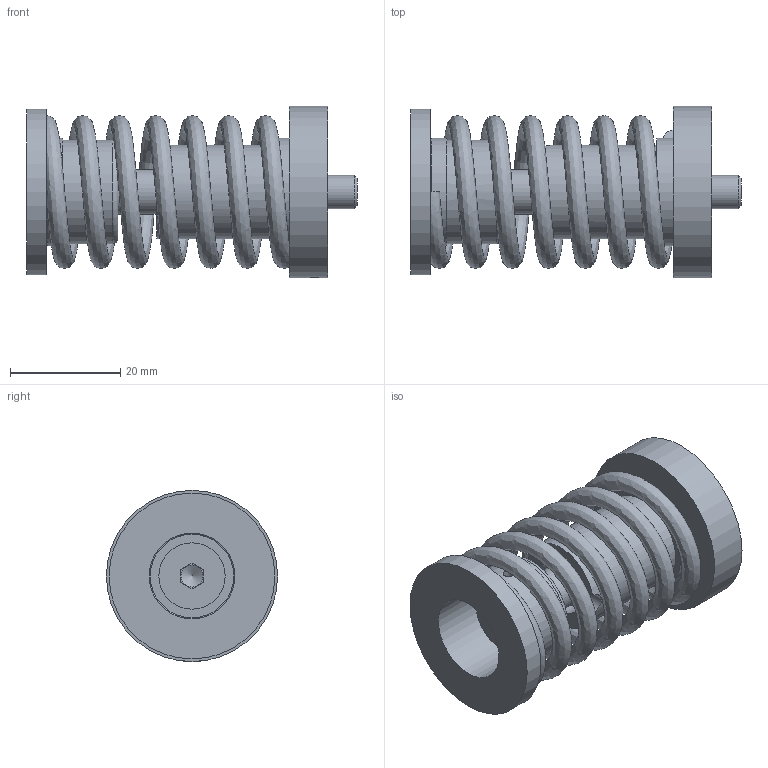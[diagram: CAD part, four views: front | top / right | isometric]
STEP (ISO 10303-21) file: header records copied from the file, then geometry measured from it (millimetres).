
FILE_DESCRIPTION(/* description */ ('Unknown'),/* implementation_level */ '2;1');
FILE_NAME(/* name */ 'AP-2220S000H_STEP',/* time_stamp */ '2022-01-07T10:44:11+01:00',/* author */ ('Unknown'),/* organization */ ('Unknown'),/* preprocessor_version */ 'ST-DEVELOPER v16.7',/* originating_system */ 'DEX',/* authorisation */ $);
FILE_SCHEMA (('AUTOMOTIVE_DESIGN {1 0 10303 214 3 1 1}'));
Length unit declared in the file: millimetre
Products named in the file (6): 1435630_FEDERPAKET 22 FUER HF_000211842; 1444665_SCHRAUBE_000195457; 1444664_FEDERDECKEL Ø30_Ø19,5_000195458; 1444663_FEDERDECKEL Ø31_Ø19,5_000195459; 1444666_Spring_000211841_oa_0; 1447732_PAßSCHEIBE  DIN 988   8 X 14 X 0,3_000195461
Assembly tree (5 placements, depth 2):
  1435630_FEDERPAKET 22 FUER HF_000211842
    1444665_SCHRAUBE_000195457
    1444664_FEDERDECKEL Ø30_Ø19,5_000195458
    1444663_FEDERDECKEL Ø31_Ø19,5_000195459
    1444666_Spring_000211841_oa_0
    1447732_PAßSCHEIBE  DIN 988   8 X 14 X 0,3_000195461
Bounding box: 59.8 x 31 x 31 mm (x, y, z)
Volume: 17641.8 mm3; surface area: 14993 mm2
Topology: 5 solids, 5 shells, 66 faces, 136 edges, 82 vertices
Faces by surface type: plane 34, cylinder 21, torus 6, cone 4, bspline 1
Full cylindrical faces by diameter (mm): 2 x2, 5 x1, 6 x1, 8 x2, 10 x1, 10.2 x1, 11 x1, 12 x1, 14 x1, 15.5 x1, 17 x1, 18.7 x1, 19.5 x2, 25.2 x1, 30 x1, 31 x1
Entity records: 2563 total; most frequent: CARTESIAN_POINT 947, DIRECTION 276, ORIENTED_EDGE 184, FACE_BOUND 128, AXIS2_PLACEMENT_3D 123, EDGE_LOOP 114, EDGE_CURVE 92, VERTEX_POINT 88
